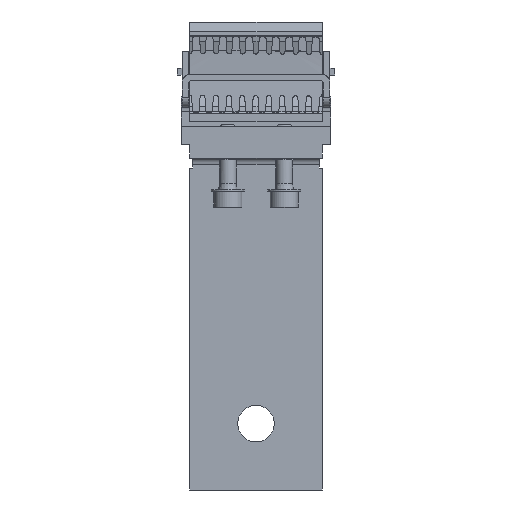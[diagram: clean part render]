
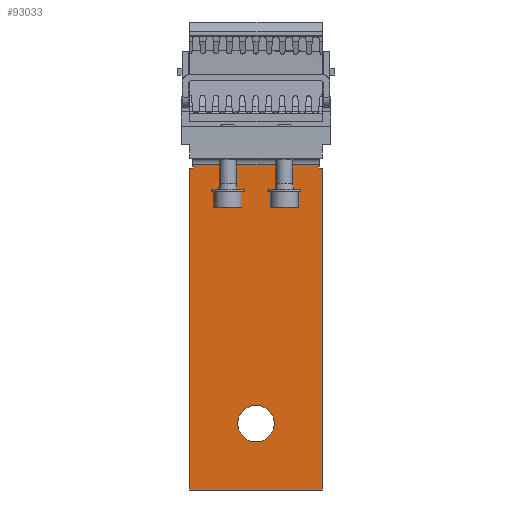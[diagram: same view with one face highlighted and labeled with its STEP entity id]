
A CAD part, left-side view. The second image highlights one B-rep face of the part: STEP entity #93033.
In plain terms, the highlighted planar face has unit normal (-1, 0, 0).
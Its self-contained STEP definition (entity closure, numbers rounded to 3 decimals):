
#89552=DIRECTION('',(0.,0.,1.));
#89553=VECTOR('',#89552,1.);
#89554=CARTESIAN_POINT('',(-166.75,79.25,-7.));
#89555=LINE('',#89554,#89553);
#89579=DIRECTION('',(0.,0.,-1.));
#89580=VECTOR('',#89579,1.);
#89581=CARTESIAN_POINT('',(-166.75,117.25,-6.));
#89582=LINE('',#89581,#89580);
#89641=DIRECTION('',(0.,-1.,0.));
#89642=VECTOR('',#89641,38.);
#89643=CARTESIAN_POINT('',(-166.75,117.25,-6.));
#89644=LINE('',#89643,#89642);
#89645=CARTESIAN_POINT('',(-166.75,98.25,-84.));
#89646=DIRECTION('',(-1.,0.,0.));
#89647=DIRECTION('',(0.,0.,1.));
#89648=AXIS2_PLACEMENT_3D('',#89645,#89646,#89647);
#89650=CARTESIAN_POINT('',(-166.75,98.25,-84.));
#89651=DIRECTION('',(-1.,0.,0.));
#89652=DIRECTION('',(0.,0.,-1.));
#89653=AXIS2_PLACEMENT_3D('',#89650,#89651,#89652);
#89655=DIRECTION('',(0.,1.,0.));
#89656=VECTOR('',#89655,1.);
#89657=CARTESIAN_POINT('',(-166.75,78.25,-7.));
#89658=LINE('',#89657,#89656);
#89667=DIRECTION('',(0.,0.,1.));
#89668=VECTOR('',#89667,97.);
#89669=CARTESIAN_POINT('',(-166.75,78.25,-104.));
#89670=LINE('',#89669,#89668);
#89679=DIRECTION('',(0.,-1.,0.));
#89680=VECTOR('',#89679,40.);
#89681=CARTESIAN_POINT('',(-166.75,118.25,-104.));
#89682=LINE('',#89681,#89680);
#89691=DIRECTION('',(0.,0.,-1.));
#89692=VECTOR('',#89691,97.);
#89693=CARTESIAN_POINT('',(-166.75,118.25,-7.));
#89694=LINE('',#89693,#89692);
#89707=DIRECTION('',(0.,1.,0.));
#89708=VECTOR('',#89707,1.);
#89709=CARTESIAN_POINT('',(-166.75,117.25,-7.));
#89710=LINE('',#89709,#89708);
#92032=CARTESIAN_POINT('',(-166.75,79.25,-6.));
#92033=VERTEX_POINT('',#92032);
#92034=CARTESIAN_POINT('',(-166.75,117.25,-6.));
#92035=VERTEX_POINT('',#92034);
#92036=CARTESIAN_POINT('',(-166.75,98.25,-78.5));
#92037=CARTESIAN_POINT('',(-166.75,98.25,-89.5));
#92038=VERTEX_POINT('',#92036);
#92039=VERTEX_POINT('',#92037);
#92040=CARTESIAN_POINT('',(-166.75,79.25,-7.));
#92041=VERTEX_POINT('',#92040);
#92042=CARTESIAN_POINT('',(-166.75,78.25,-7.));
#92043=VERTEX_POINT('',#92042);
#92044=CARTESIAN_POINT('',(-166.75,78.25,-104.));
#92045=VERTEX_POINT('',#92044);
#92046=CARTESIAN_POINT('',(-166.75,118.25,-104.));
#92047=VERTEX_POINT('',#92046);
#92048=CARTESIAN_POINT('',(-166.75,118.25,-7.));
#92049=VERTEX_POINT('',#92048);
#92050=CARTESIAN_POINT('',(-166.75,117.25,-7.));
#92051=VERTEX_POINT('',#92050);
#93007=CARTESIAN_POINT('',(-166.75,98.25,-55.));
#93008=DIRECTION('',(1.,0.,0.));
#93009=DIRECTION('',(0.,-1.,0.));
#93010=AXIS2_PLACEMENT_3D('',#93007,#93008,#93009);
#93011=PLANE('',#93010);
#93012=ORIENTED_EDGE('',*,*,#92880,.F.);
#93014=ORIENTED_EDGE('',*,*,#93013,.F.);
#93016=ORIENTED_EDGE('',*,*,#93015,.F.);
#93018=ORIENTED_EDGE('',*,*,#93017,.F.);
#93020=ORIENTED_EDGE('',*,*,#93019,.F.);
#93022=ORIENTED_EDGE('',*,*,#93021,.F.);
#93023=ORIENTED_EDGE('',*,*,#92918,.F.);
#93024=ORIENTED_EDGE('',*,*,#93000,.T.);
#93025=EDGE_LOOP('',(#93012,#93014,#93016,#93018,#93020,#93022,#93023,#93024));
#93026=FACE_OUTER_BOUND('',#93025,.F.);
#93028=ORIENTED_EDGE('',*,*,#93027,.T.);
#93030=ORIENTED_EDGE('',*,*,#93029,.T.);
#93031=EDGE_LOOP('',(#93028,#93030));
#93032=FACE_BOUND('',#93031,.F.);
#89649=CIRCLE('',#89648,5.5);
#89654=CIRCLE('',#89653,5.5);
#92880=EDGE_CURVE('',#92041,#92033,#89555,.T.);
#92918=EDGE_CURVE('',#92035,#92051,#89582,.T.);
#93000=EDGE_CURVE('',#92035,#92033,#89644,.T.);
#93013=EDGE_CURVE('',#92043,#92041,#89658,.T.);
#93015=EDGE_CURVE('',#92045,#92043,#89670,.T.);
#93017=EDGE_CURVE('',#92047,#92045,#89682,.T.);
#93019=EDGE_CURVE('',#92049,#92047,#89694,.T.);
#93021=EDGE_CURVE('',#92051,#92049,#89710,.T.);
#93027=EDGE_CURVE('',#92038,#92039,#89649,.T.);
#93029=EDGE_CURVE('',#92039,#92038,#89654,.T.);
#93033=ADVANCED_FACE('',(#93026,#93032),#93011,.F.);
